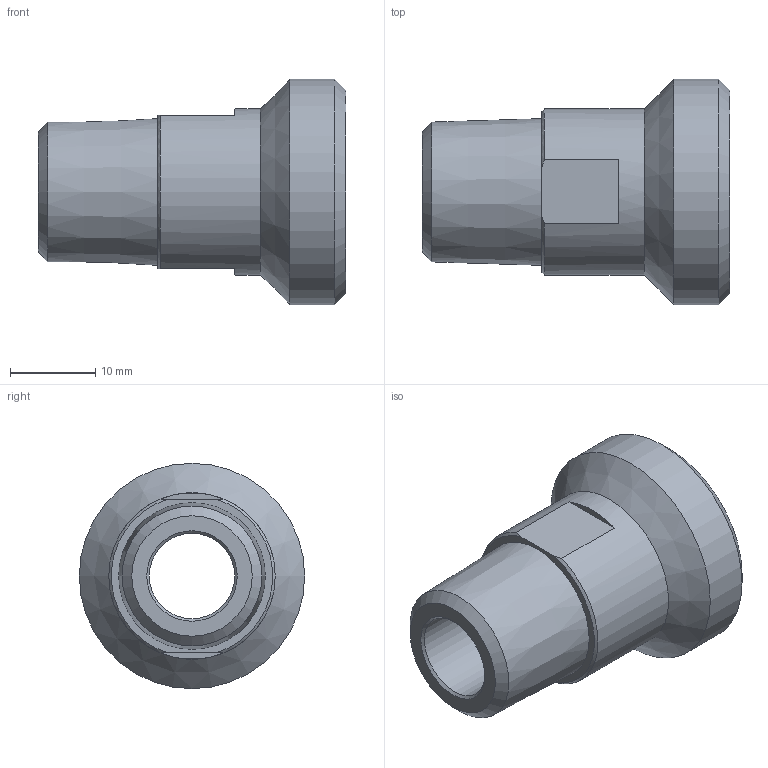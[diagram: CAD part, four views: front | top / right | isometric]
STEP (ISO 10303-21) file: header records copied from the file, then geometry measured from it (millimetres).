
FILE_DESCRIPTION(/* description */ (''),/* implementation_level */ '2;1');
FILE_NAME(/* name */ '3D_R666-UG-DN10-DN20_17113615.stp',/* time_stamp */ '2021-06-22T07:32:25+02:00',/* author */ ('cad'),/* organization */ (''),/* preprocessor_version */ 'ST-DEVELOPER v18.1',/* originating_system */ 'Autodesk Inventor 2022',/* authorisation */ '');
FILE_SCHEMA (('AUTOMOTIVE_DESIGN { 1 0 10303 214 3 1 1 }'));
Length unit declared in the file: millimetre
Products named in the file (1): 3D_R666-UG-DN10-DN20_17113615
Bounding box: 36 x 26.4 x 26.4 mm (x, y, z)
Volume: 8691.2 mm3; surface area: 4042 mm2
Topology: 1 solids, 1 shells, 18 faces, 43 edges, 28 vertices
Faces by surface type: cone 8, plane 7, cylinder 3
Full cylindrical faces by diameter (mm): 10 x1, 19.5 x1, 26.4 x1
Entity records: 574 total; most frequent: DIRECTION 99, CARTESIAN_POINT 98, ORIENTED_EDGE 86, EDGE_CURVE 43, AXIS2_PLACEMENT_3D 41, VERTEX_POINT 28, CIRCLE 22, EDGE_LOOP 21
